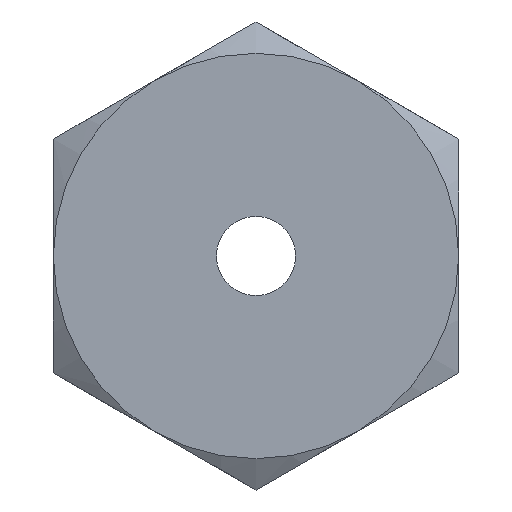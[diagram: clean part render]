
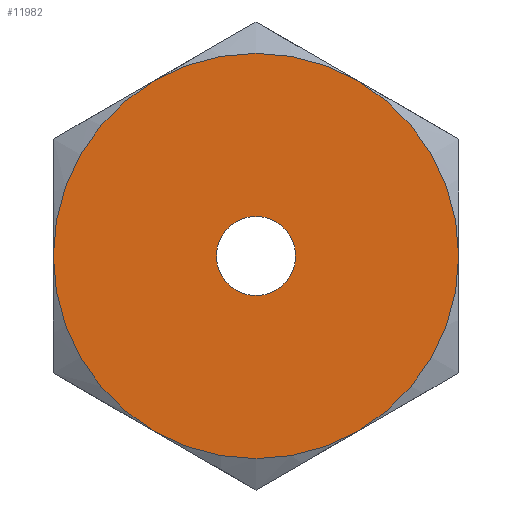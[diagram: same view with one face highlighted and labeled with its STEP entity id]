
A CAD part, left-side view. The second image highlights one B-rep face of the part: STEP entity #11982.
In plain terms, the highlighted planar face has unit normal (-1, 0, 0).
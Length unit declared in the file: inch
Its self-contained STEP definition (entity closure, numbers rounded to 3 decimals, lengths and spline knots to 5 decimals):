
#5599=CARTESIAN_POINT('',(-0.055,0.04613,
-0.07989));
#5613=CARTESIAN_POINT('',(-0.055,0.09225,
0.));
#5639=CARTESIAN_POINT('',(-0.055,0.04612,
0.07989));
#5653=CARTESIAN_POINT('',(-0.055,0.,0.));
#5654=DIRECTION('',(-1.,0.,0.));
#5655=DIRECTION('',(0.,1.,0.));
#5656=AXIS2_PLACEMENT_3D('',#5653,#5654,#5655);
#5658=CARTESIAN_POINT('',(-0.055,0.,0.));
#5659=DIRECTION('',(-1.,0.,0.));
#5660=DIRECTION('',(0.,0.5,0.866));
#5661=AXIS2_PLACEMENT_3D('',#5658,#5659,#5660);
#5663=CARTESIAN_POINT('',(-0.055,0.,0.));
#5664=DIRECTION('',(-1.,0.,0.));
#5665=DIRECTION('',(0.,-0.5,0.866));
#5666=AXIS2_PLACEMENT_3D('',#5663,#5664,#5665);
#5668=CARTESIAN_POINT('',(-0.055,0.,0.));
#5669=DIRECTION('',(-1.,0.,0.));
#5670=DIRECTION('',(0.,-1.,0.));
#5671=AXIS2_PLACEMENT_3D('',#5668,#5669,#5670);
#5673=CARTESIAN_POINT('',(-0.055,0.,0.));
#5674=DIRECTION('',(-1.,0.,0.));
#5675=DIRECTION('',(0.,-0.5,-0.866));
#5676=AXIS2_PLACEMENT_3D('',#5673,#5674,#5675);
#5678=CARTESIAN_POINT('',(-0.055,0.,0.));
#5679=DIRECTION('',(-1.,0.,0.));
#5680=DIRECTION('',(0.,0.5,-0.866));
#5681=AXIS2_PLACEMENT_3D('',#5678,#5679,#5680);
#5683=CARTESIAN_POINT('',(-0.055,0.,0.));
#5684=DIRECTION('',(1.,0.,0.));
#5685=DIRECTION('',(0.,-1.,0.));
#5686=AXIS2_PLACEMENT_3D('',#5683,#5684,#5685);
#5688=CARTESIAN_POINT('',(-0.055,0.,0.));
#5689=DIRECTION('',(1.,0.,0.));
#5690=DIRECTION('',(0.,1.,0.));
#5691=AXIS2_PLACEMENT_3D('',#5688,#5689,#5690);
#5707=CARTESIAN_POINT('',(-0.055,-0.04613,
0.07989));
#5727=CARTESIAN_POINT('',(-0.055,-0.09225,
0.));
#5747=CARTESIAN_POINT('',(-0.055,-0.04612,
-0.07989));
#6050=VERTEX_POINT('',#5599);
#6052=VERTEX_POINT('',#5613);
#6055=VERTEX_POINT('',#5639);
#6057=VERTEX_POINT('',#5707);
#6059=VERTEX_POINT('',#5727);
#6060=VERTEX_POINT('',#5747);
#6065=CARTESIAN_POINT('',(-0.055,-0.018,0.));
#6066=CARTESIAN_POINT('',(-0.055,0.018,0.));
#6067=VERTEX_POINT('',#6065);
#6068=VERTEX_POINT('',#6066);
#11963=CARTESIAN_POINT('',(-0.055,0.,0.));
#11964=DIRECTION('',(1.,0.,0.));
#11965=DIRECTION('',(0.,1.,0.));
#11966=AXIS2_PLACEMENT_3D('',#11963,#11964,#11965);
#11967=PLANE('',#11966);
#11968=ORIENTED_EDGE('',*,*,#11861,.F.);
#11969=ORIENTED_EDGE('',*,*,#11931,.F.);
#11970=ORIENTED_EDGE('',*,*,#11944,.F.);
#11971=ORIENTED_EDGE('',*,*,#11958,.F.);
#11972=ORIENTED_EDGE('',*,*,#11888,.F.);
#11973=ORIENTED_EDGE('',*,*,#11872,.F.);
#11974=EDGE_LOOP('',(#11968,#11969,#11970,#11971,#11972,#11973));
#11975=FACE_OUTER_BOUND('',#11974,.F.);
#11977=ORIENTED_EDGE('',*,*,#11976,.F.);
#11979=ORIENTED_EDGE('',*,*,#11978,.F.);
#11980=EDGE_LOOP('',(#11977,#11979));
#11981=FACE_BOUND('',#11980,.F.);
#5657=CIRCLE('',#5656,0.09225);
#5662=CIRCLE('',#5661,0.09225);
#5667=CIRCLE('',#5666,0.09225);
#5672=CIRCLE('',#5671,0.09225);
#5677=CIRCLE('',#5676,0.09225);
#5682=CIRCLE('',#5681,0.09225);
#5687=CIRCLE('',#5686,0.018);
#5692=CIRCLE('',#5691,0.018);
#11861=EDGE_CURVE('',#6052,#6050,#5657,.T.);
#11872=EDGE_CURVE('',#6050,#6060,#5682,.T.);
#11888=EDGE_CURVE('',#6060,#6059,#5677,.T.);
#11931=EDGE_CURVE('',#6055,#6052,#5662,.T.);
#11944=EDGE_CURVE('',#6057,#6055,#5667,.T.);
#11958=EDGE_CURVE('',#6059,#6057,#5672,.T.);
#11976=EDGE_CURVE('',#6067,#6068,#5687,.T.);
#11978=EDGE_CURVE('',#6068,#6067,#5692,.T.);
#11982=ADVANCED_FACE('',(#11975,#11981),#11967,.F.);
